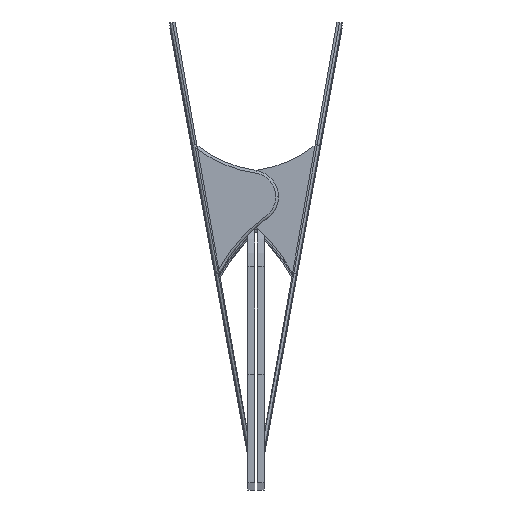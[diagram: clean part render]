
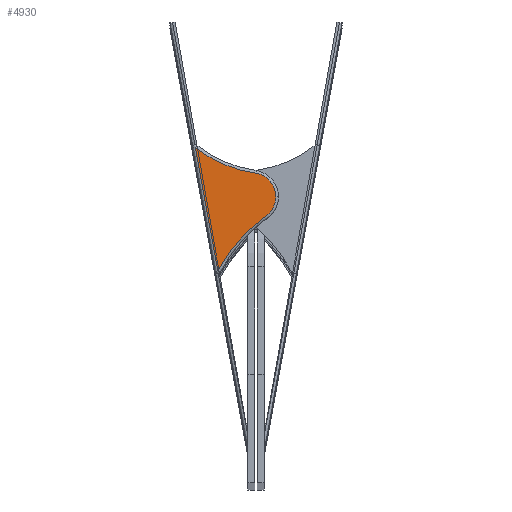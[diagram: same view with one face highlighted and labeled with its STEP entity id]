
A CAD part, top view. The second image highlights one B-rep face of the part: STEP entity #4930.
In plain terms, the highlighted planar face has unit normal (0, 0, 1).
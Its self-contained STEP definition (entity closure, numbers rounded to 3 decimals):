
#31 = VERTEX_POINT ( 'NONE', #4839 ) ;
#155 = DIRECTION ( 'NONE',  ( 1., 0., 0. ) ) ;
#537 = ORIENTED_EDGE ( 'NONE', *, *, #5335, .T. ) ;
#1200 = EDGE_CURVE ( 'NONE', #31, #3530, #1443, .T. ) ;
#1337 = AXIS2_PLACEMENT_3D ( 'NONE', #3689, #4916, #4254 ) ;
#1443 = CIRCLE ( 'NONE', #1337, 45.353 ) ;
#1449 = DIRECTION ( 'NONE',  ( 0., 0., 1. ) ) ;
#1495 = CARTESIAN_POINT ( 'NONE',  ( -1.617, 85.479, 567. ) ) ;
#1751 = ORIENTED_EDGE ( 'NONE', *, *, #1200, .T. ) ;
#1998 = CARTESIAN_POINT ( 'NONE',  ( 4.348, 78.928, 567. ) ) ;
#2604 = EDGE_CURVE ( 'NONE', #3530, #4625, #2973, .T. ) ;
#2679 = CIRCLE ( 'NONE', #6340, 8.859 ) ;
#2846 = DIRECTION ( 'NONE',  ( 0., 0., 1. ) ) ;
#2901 = EDGE_LOOP ( 'NONE', ( #1751, #4321, #537, #4607, #5329 ) ) ;
#2973 = LINE ( 'NONE', #5231, #4650 ) ;
#3164 = FACE_OUTER_BOUND ( 'NONE', #2901, .T. ) ;
#3271 = AXIS2_PLACEMENT_3D ( 'NONE', #6874, #2846, #4555 ) ;
#3530 = VERTEX_POINT ( 'NONE', #3958 ) ;
#3572 = DIRECTION ( 'NONE',  ( 0.179, -0.984, 0. ) ) ;
#3594 = DIRECTION ( 'NONE',  ( 0., 0., 1. ) ) ;
#3689 = CARTESIAN_POINT ( 'NONE',  ( 5.808, 139.171, 567. ) ) ;
#3747 = CIRCLE ( 'NONE', #4698, 8.859 ) ;
#3958 = CARTESIAN_POINT ( 'NONE',  ( -22.316, 103.591, 567. ) ) ;
#4254 = DIRECTION ( 'NONE',  ( 1., 0., 0. ) ) ;
#4321 = ORIENTED_EDGE ( 'NONE', *, *, #2604, .T. ) ;
#4458 = CIRCLE ( 'NONE', #6105, 58.42 ) ;
#4555 = DIRECTION ( 'NONE',  ( -1., 0., 0. ) ) ;
#4607 = ORIENTED_EDGE ( 'NONE', *, *, #6763, .T. ) ;
#4625 = VERTEX_POINT ( 'NONE', #6033 ) ;
#4650 = VECTOR ( 'NONE', #3572, 1000. ) ;
#4698 = AXIS2_PLACEMENT_3D ( 'NONE', #1495, #1449, #5970 ) ;
#4839 = CARTESIAN_POINT ( 'NONE',  ( -0.04, 94.197, 567. ) ) ;
#4916 = DIRECTION ( 'NONE',  ( 0., 0., -1. ) ) ;
#4930 = ADVANCED_FACE ( 'NONE', ( #3164 ), #5427, .T. ) ;
#5206 = VERTEX_POINT ( 'NONE', #1998 ) ;
#5227 = CARTESIAN_POINT ( 'NONE',  ( 7.242, 85.479, 567. ) ) ;
#5231 = CARTESIAN_POINT ( 'NONE',  ( -13.51, 55.249, 567. ) ) ;
#5329 = ORIENTED_EDGE ( 'NONE', *, *, #6968, .T. ) ;
#5335 = EDGE_CURVE ( 'NONE', #4625, #5206, #4458, .T. ) ;
#5427 = PLANE ( 'NONE',  #3271 ) ;
#5742 = CARTESIAN_POINT ( 'NONE',  ( -1.617, 85.479, 567. ) ) ;
#5970 = DIRECTION ( 'NONE',  ( 1., 0., 0. ) ) ;
#6033 = CARTESIAN_POINT ( 'NONE',  ( -14.05, 58.212, 567. ) ) ;
#6105 = AXIS2_PLACEMENT_3D ( 'NONE', #6953, #6872, #155 ) ;
#6111 = VERTEX_POINT ( 'NONE', #5227 ) ;
#6286 = DIRECTION ( 'NONE',  ( 1., 0., 0. ) ) ;
#6340 = AXIS2_PLACEMENT_3D ( 'NONE', #5742, #3594, #6286 ) ;
#6763 = EDGE_CURVE ( 'NONE', #5206, #6111, #2679, .T. ) ;
#6872 = DIRECTION ( 'NONE',  ( 0., 0., -1. ) ) ;
#6874 = CARTESIAN_POINT ( 'NONE',  ( 37.584, 30.884, 567. ) ) ;
#6953 = CARTESIAN_POINT ( 'NONE',  ( 37.584, 30.884, 567. ) ) ;
#6968 = EDGE_CURVE ( 'NONE', #6111, #31, #3747, .T. ) ;
